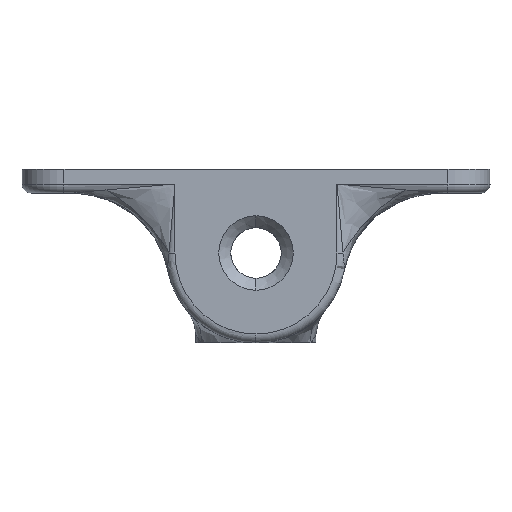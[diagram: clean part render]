
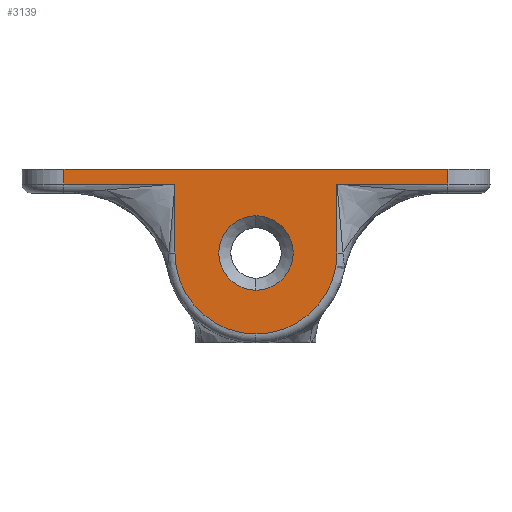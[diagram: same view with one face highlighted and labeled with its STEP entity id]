
A CAD part, front view. The second image highlights one B-rep face of the part: STEP entity #3139.
In plain terms, the highlighted planar face has unit normal (0, -1, 0).
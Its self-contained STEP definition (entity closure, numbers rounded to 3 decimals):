
#39 = CARTESIAN_POINT ( 'NONE',  ( 0., -19.5, -8.1 ) ) ;
#334 = CARTESIAN_POINT ( 'NONE',  ( 0., -19.5, -11.75 ) ) ;
#425 = VERTEX_POINT ( 'NONE', #334 ) ;
#464 = LINE ( 'NONE', #10467, #4715 ) ;
#595 = DIRECTION ( 'NONE',  ( -1., 0., 0. ) ) ;
#696 = FACE_OUTER_BOUND ( 'NONE', #3615, .T. ) ;
#783 = DIRECTION ( 'NONE',  ( 1., 0., 0. ) ) ;
#801 = EDGE_CURVE ( 'NONE', #8023, #425, #3601, .T. ) ;
#867 = CARTESIAN_POINT ( 'NONE',  ( 0., -19.5, -1.9 ) ) ;
#1001 = DIRECTION ( 'NONE',  ( -1., 0., 0. ) ) ;
#1126 = AXIS2_PLACEMENT_3D ( 'NONE', #12616, #9504, #11832 ) ;
#1199 = ORIENTED_EDGE ( 'NONE', *, *, #1799, .T. ) ;
#1236 = CARTESIAN_POINT ( 'NONE',  ( -6.75, -19.5, -5. ) ) ;
#1238 = DIRECTION ( 'NONE',  ( 0., 0., -1. ) ) ;
#1290 = EDGE_CURVE ( 'NONE', #11316, #5650, #9064, .T. ) ;
#1302 = CARTESIAN_POINT ( 'NONE',  ( 6.75, -19.5, -5. ) ) ;
#1445 = DIRECTION ( 'NONE',  ( -1., 0., 0. ) ) ;
#1723 = FACE_BOUND ( 'NONE', #2365, .T. ) ;
#1799 = EDGE_CURVE ( 'NONE', #425, #11316, #10763, .T. ) ;
#1933 = VERTEX_POINT ( 'NONE', #867 ) ;
#2241 = VERTEX_POINT ( 'NONE', #4466 ) ;
#2365 = EDGE_LOOP ( 'NONE', ( #9999, #11399 ) ) ;
#2560 = AXIS2_PLACEMENT_3D ( 'NONE', #6810, #5722, #1445 ) ;
#3139 = ADVANCED_FACE ( 'NONE', ( #1723, #696 ), #4915, .F. ) ;
#3221 = AXIS2_PLACEMENT_3D ( 'NONE', #5869, #4820, #595 ) ;
#3553 = VERTEX_POINT ( 'NONE', #10115 ) ;
#3583 = CARTESIAN_POINT ( 'NONE',  ( -6.75, -19.5, 0.75 ) ) ;
#3601 = CIRCLE ( 'NONE', #8969, 6.75 ) ;
#3615 = EDGE_LOOP ( 'NONE', ( #4010, #6086, #7598, #8614, #9674, #7481, #11867, #13780, #1199 ) ) ;
#3736 = CIRCLE ( 'NONE', #3873, 3.1 ) ;
#3873 = AXIS2_PLACEMENT_3D ( 'NONE', #11058, #4617, #12339 ) ;
#4010 = ORIENTED_EDGE ( 'NONE', *, *, #1290, .T. ) ;
#4073 = LINE ( 'NONE', #10909, #7651 ) ;
#4236 = VECTOR ( 'NONE', #783, 1000. ) ;
#4466 = CARTESIAN_POINT ( 'NONE',  ( 16., -19.5, 0.75 ) ) ;
#4617 = DIRECTION ( 'NONE',  ( 0., 1., 0. ) ) ;
#4674 = VERTEX_POINT ( 'NONE', #3583 ) ;
#4715 = VECTOR ( 'NONE', #10320, 1000. ) ;
#4820 = DIRECTION ( 'NONE',  ( 0., 1., 0. ) ) ;
#4915 = PLANE ( 'NONE',  #3221 ) ;
#5079 = VECTOR ( 'NONE', #6934, 1000. ) ;
#5139 = VECTOR ( 'NONE', #7178, 1000. ) ;
#5256 = EDGE_CURVE ( 'NONE', #1933, #12907, #3736, .T. ) ;
#5626 = EDGE_CURVE ( 'NONE', #14049, #3553, #6973, .T. ) ;
#5650 = VERTEX_POINT ( 'NONE', #13316 ) ;
#5673 = CARTESIAN_POINT ( 'NONE',  ( -16., -19.5, 2. ) ) ;
#5722 = DIRECTION ( 'NONE',  ( 0., 1., 0. ) ) ;
#5869 = CARTESIAN_POINT ( 'NONE',  ( 0., -19.5, 2. ) ) ;
#6086 = ORIENTED_EDGE ( 'NONE', *, *, #10355, .T. ) ;
#6284 = VECTOR ( 'NONE', #9061, 1000. ) ;
#6553 = DIRECTION ( 'NONE',  ( 0., -1., 0. ) ) ;
#6810 = CARTESIAN_POINT ( 'NONE',  ( 0., -19.5, -5. ) ) ;
#6934 = DIRECTION ( 'NONE',  ( 0., 0., -1. ) ) ;
#6973 = LINE ( 'NONE', #5673, #6284 ) ;
#7178 = DIRECTION ( 'NONE',  ( 0., 0., 1. ) ) ;
#7481 = ORIENTED_EDGE ( 'NONE', *, *, #8908, .T. ) ;
#7535 = EDGE_CURVE ( 'NONE', #7547, #2241, #4073, .T. ) ;
#7547 = VERTEX_POINT ( 'NONE', #8952 ) ;
#7598 = ORIENTED_EDGE ( 'NONE', *, *, #7535, .F. ) ;
#7651 = VECTOR ( 'NONE', #1238, 1000. ) ;
#8023 = VERTEX_POINT ( 'NONE', #1236 ) ;
#8373 = EDGE_CURVE ( 'NONE', #4674, #8023, #9862, .T. ) ;
#8614 = ORIENTED_EDGE ( 'NONE', *, *, #10930, .F. ) ;
#8908 = EDGE_CURVE ( 'NONE', #3553, #4674, #11211, .T. ) ;
#8952 = CARTESIAN_POINT ( 'NONE',  ( 16., -19.5, 2. ) ) ;
#8969 = AXIS2_PLACEMENT_3D ( 'NONE', #12042, #6553, #1001 ) ;
#9061 = DIRECTION ( 'NONE',  ( 0., 0., -1. ) ) ;
#9064 = LINE ( 'NONE', #13813, #5139 ) ;
#9157 = VECTOR ( 'NONE', #11640, 1000. ) ;
#9504 = DIRECTION ( 'NONE',  ( 0., -1., 0. ) ) ;
#9674 = ORIENTED_EDGE ( 'NONE', *, *, #5626, .T. ) ;
#9862 = LINE ( 'NONE', #11425, #5079 ) ;
#9999 = ORIENTED_EDGE ( 'NONE', *, *, #11464, .T. ) ;
#10115 = CARTESIAN_POINT ( 'NONE',  ( -16., -19.5, 0.75 ) ) ;
#10320 = DIRECTION ( 'NONE',  ( 1., 0., 0. ) ) ;
#10355 = EDGE_CURVE ( 'NONE', #5650, #2241, #12212, .T. ) ;
#10467 = CARTESIAN_POINT ( 'NONE',  ( -16., -19.5, 2. ) ) ;
#10763 = CIRCLE ( 'NONE', #1126, 6.75 ) ;
#10909 = CARTESIAN_POINT ( 'NONE',  ( 16., -19.5, 2. ) ) ;
#10930 = EDGE_CURVE ( 'NONE', #14049, #7547, #464, .T. ) ;
#11058 = CARTESIAN_POINT ( 'NONE',  ( 0., -19.5, -5. ) ) ;
#11211 = LINE ( 'NONE', #12776, #4236 ) ;
#11316 = VERTEX_POINT ( 'NONE', #1302 ) ;
#11399 = ORIENTED_EDGE ( 'NONE', *, *, #5256, .T. ) ;
#11425 = CARTESIAN_POINT ( 'NONE',  ( -6.75, -19.5, 2. ) ) ;
#11464 = EDGE_CURVE ( 'NONE', #12907, #1933, #12053, .T. ) ;
#11640 = DIRECTION ( 'NONE',  ( 1., 0., 0. ) ) ;
#11779 = CARTESIAN_POINT ( 'NONE',  ( 0., -19.5, 0.75 ) ) ;
#11832 = DIRECTION ( 'NONE',  ( -1., 0., 0. ) ) ;
#11867 = ORIENTED_EDGE ( 'NONE', *, *, #8373, .T. ) ;
#12042 = CARTESIAN_POINT ( 'NONE',  ( 0., -19.5, -5. ) ) ;
#12053 = CIRCLE ( 'NONE', #2560, 3.1 ) ;
#12212 = LINE ( 'NONE', #11779, #9157 ) ;
#12339 = DIRECTION ( 'NONE',  ( -1., 0., 0. ) ) ;
#12616 = CARTESIAN_POINT ( 'NONE',  ( 0., -19.5, -5. ) ) ;
#12776 = CARTESIAN_POINT ( 'NONE',  ( 0., -19.5, 0.75 ) ) ;
#12907 = VERTEX_POINT ( 'NONE', #39 ) ;
#13316 = CARTESIAN_POINT ( 'NONE',  ( 6.75, -19.5, 0.75 ) ) ;
#13780 = ORIENTED_EDGE ( 'NONE', *, *, #801, .T. ) ;
#13813 = CARTESIAN_POINT ( 'NONE',  ( 6.75, -19.5, 2. ) ) ;
#14049 = VERTEX_POINT ( 'NONE', #14078 ) ;
#14078 = CARTESIAN_POINT ( 'NONE',  ( -16., -19.5, 2. ) ) ;
